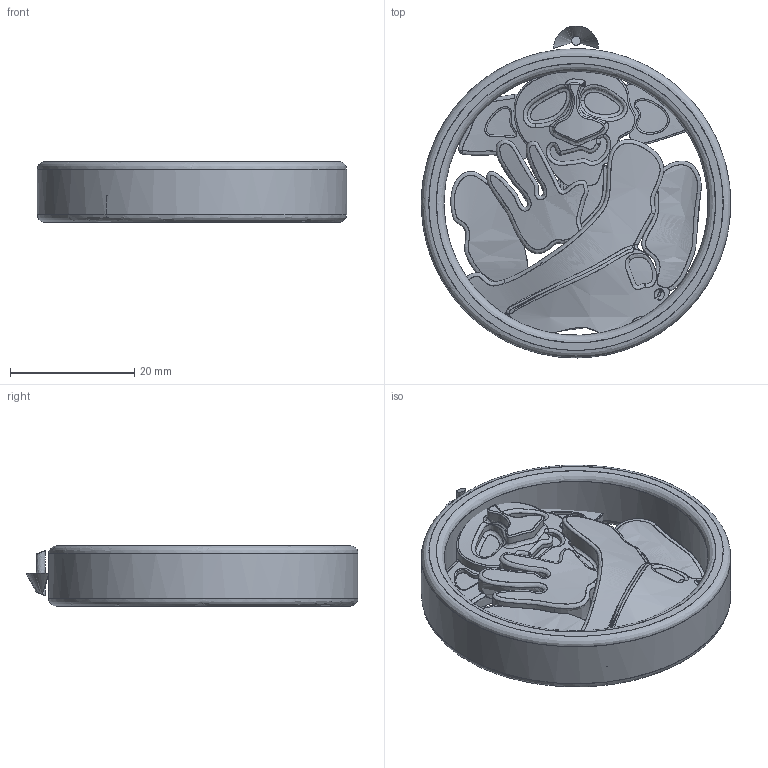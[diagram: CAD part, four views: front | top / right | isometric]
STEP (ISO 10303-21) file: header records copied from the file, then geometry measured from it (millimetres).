
FILE_DESCRIPTION(('FreeCAD Model'),'2;1');
FILE_NAME('Open CASCADE Shape Model','2025-05-04T02:39:11',('FreeCAD'),( 'FreeCAD'),'Open CASCADE STEP processor 7.6','FreeCAD','Unknown');
FILE_SCHEMA(('AUTOMOTIVE_DESIGN { 1 0 10303 214 1 1 1 1 }'));
Products named in the file (1): Open CASCADE STEP translator 7.6 1
Bounding box: 49.85 x 53.49 x 9.73 mm (x, y, z)
Surface area: 7591 mm2 (no closed solid volume)
Topology: 0 solids, 436 shells, 436 faces, 18999 edges, 18967 vertices
Faces by surface type: bspline 436
Entity records: 284933 total; most frequent: CARTESIAN_POINT 206370, ORIENTED_EDGE 18985, EDGE_CURVE 18985, B_SPLINE_CURVE_WITH_KNOTS 18979, VERTEX_POINT 18969, FACE_BOUND 447, EDGE_LOOP 447, SHELL_BASED_SURFACE_MODEL 434
